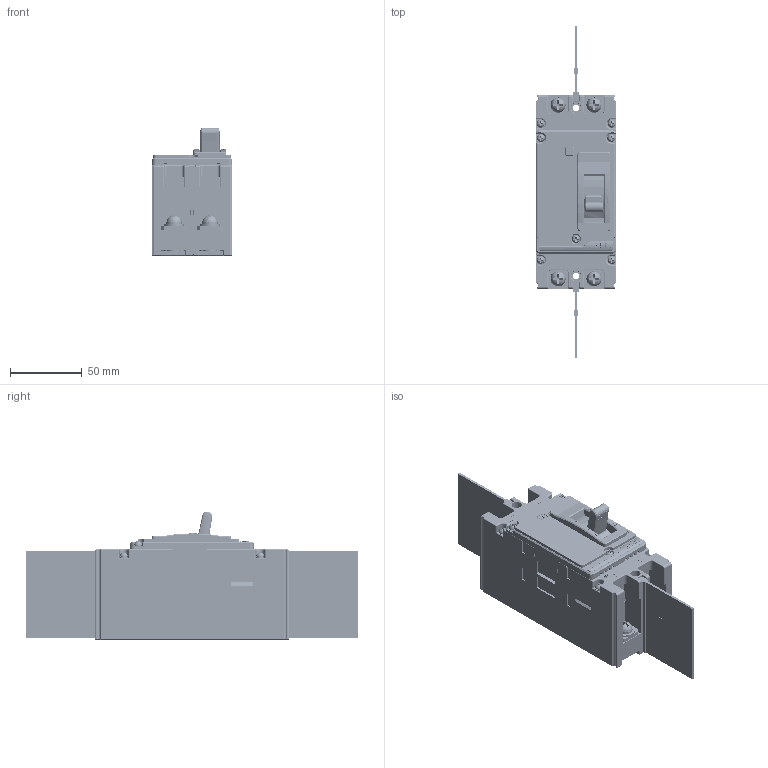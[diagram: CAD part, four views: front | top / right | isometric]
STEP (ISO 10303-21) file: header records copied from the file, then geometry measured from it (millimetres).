
FILE_DESCRIPTION((''),'2;1');
FILE_NAME('ASM0001_ASM','2019-08-22T',('sxqing'),(''),'CREO PARAMETRIC BY PTC INC, 2018070','CREO PARAMETRIC BY PTC INC, 2018070','');
FILE_SCHEMA(('CONFIG_CONTROL_DESIGN'));
Products named in the file (40): 8ZTD024846_60; AM3X8_GB809-1_2; 5-024-846_ASM_33_ASM; 8-585-1372_12; 5-552-483_ASM_15_ASM; 5-551-566_ASM_11_ASM; M2-5X8_GB823__3; D3_GB9074_26__4; D2-5_GB9074_24__2; M2-5X8_ASM_7_ASM; 8-585-1371_7; 5-615-786_ASM_9_ASM; M3X8_GB823_3; D3_GB9074_24__6; M3X8_ASM_7_ASM; 8-206-1548_3; 5-859-015_ASM_1_ASM; 8-742-2143_5; 8-742-2144_5; 8-742-2131_10; 8-742-2016_3; 8-253-668_35; 8ZTD315489_33; AM3X6_GB809-1_2; 5-315-489_ASM_27_ASM; 8-310-482_49; 8-253-636_3; 5-864-001_4; 5-315-503_ASM_9_ASM; M3X25_GB823__2; M3X25_ASM_6_ASM; 8-742-2087_3; 8-743-023_27; M6X12_GB823_3; D6_GB9074_26_8_2; D6_GB9074_24_11_3; 5-850-154-M6X12_ASM_4_ASM; 8-742-1695_2; NXM-125S-2300-125A_ASM_10_ASM; ASM0001_ASM
Assembly tree (76 placements, depth 5):
  ASM0001_ASM
    NXM-125S-2300-125A_ASM_10_ASM
      5-024-846_ASM_33_ASM
        8ZTD024846_60
        AM3X8_GB809-1_2  x4
      5-551-566_ASM_11_ASM  x2
        5-552-483_ASM_15_ASM
          8-585-1372_12
      M2-5X8_ASM_7_ASM  x8
        M2-5X8_GB823__3
        D3_GB9074_26__4
        D2-5_GB9074_24__2
      5-615-786_ASM_9_ASM  x2
        8-585-1371_7
      M3X8_ASM_7_ASM  x4
        M3X8_GB823_3
        D3_GB9074_26__4
        D3_GB9074_24__6
      8-206-1548_3
      5-859-015_ASM_1_ASM  x2
      8-742-2143_5  x2
      8-742-2144_5  x2
      8-742-2131_10
      8-742-2016_3  x2
      8-253-668_35
      5-315-503_ASM_9_ASM
        5-315-489_ASM_27_ASM
          8ZTD315489_33
          AM3X6_GB809-1_2  x3
        8-310-482_49
        8-253-636_3
        5-864-001_4
        M3X8_ASM_7_ASM  x3
          M3X8_GB823_3
          D3_GB9074_26__4
          D3_GB9074_24__6
      M3X25_ASM_6_ASM  x4
        M3X25_GB823__2
        D3_GB9074_26__4
        D3_GB9074_24__6
      8-742-2087_3
      8-743-023_27  x4
      5-850-154-M6X12_ASM_4_ASM  x4
        M6X12_GB823_3
        D6_GB9074_26_8_2
        D6_GB9074_24_11_3
      8-742-1695_2  x2
Bounding box: 56 x 231.2 x 89.71 mm (x, y, z)
Volume: 210644.6 mm3; surface area: 176115.1 mm2
Topology: 101 solids, 145 shells, 6260 faces, 17308 edges, 11310 vertices
Faces by surface type: plane 3340, cylinder 1848, cone 366, torus 230, bspline 196, sphere 154, extrusion 126
Entity records: 187358 total; most frequent: CARTESIAN_POINT 35857, ORIENTED_EDGE 25118, DIRECTION 24219, EDGE_CURVE 12582, VERTEX_POINT 8208, VECTOR 8145, AXIS2_PLACEMENT_3D 8037, LINE 8019
